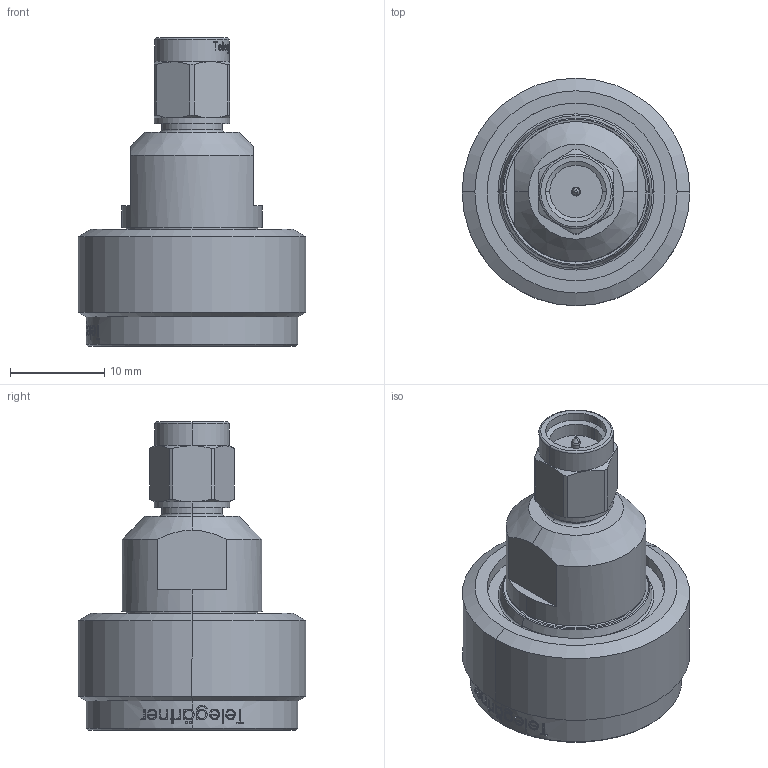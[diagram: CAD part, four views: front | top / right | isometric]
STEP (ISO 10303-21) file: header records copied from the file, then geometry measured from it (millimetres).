
FILE_DESCRIPTION (( 'STEP AP214' ), '1' );
FILE_NAME ('J01443A0014.STEP', '2019-11-28T12:35:40', ( '' ), ( '' ), 'SwSTEP 2.0', 'SolidWorks 2018', '' );
FILE_SCHEMA (( 'AUTOMOTIVE_DESIGN' ));
Length unit declared in the file: millimetre
Products named in the file (1): J01443A0014
Bounding box: 24.2 x 24.2 x 32.75 mm (x, y, z)
Volume: 6514.6 mm3; surface area: 3245.2 mm2
Topology: 1 solids, 1 shells, 624 faces, 1682 edges, 1104 vertices
Faces by surface type: bspline 336, plane 162, cylinder 78, cone 34, torus 14
Entity records: 34245 total; most frequent: CARTESIAN_POINT 14730, ORIENTED_EDGE 3364, EDGE_CURVE 1682, DIRECTION 1400, B_SPLINE_CURVE_WITH_KNOTS 1130, VERTEX_POINT 1104, EDGE_LOOP 668, FACE_OUTER_BOUND 624
